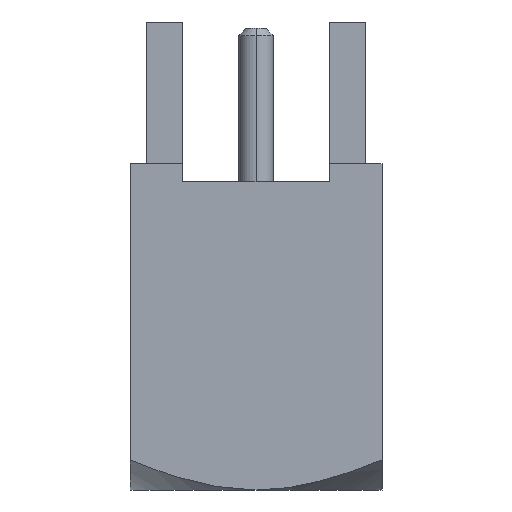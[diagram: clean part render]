
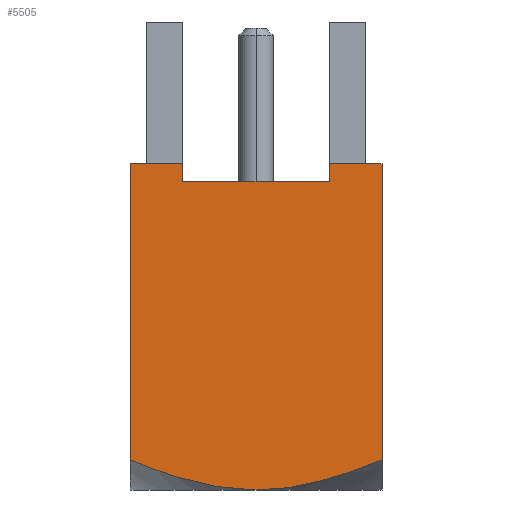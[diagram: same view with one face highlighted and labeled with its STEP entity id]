
A CAD part, left-side view. The second image highlights one B-rep face of the part: STEP entity #5505.
In plain terms, the highlighted planar face has unit normal (-1, 0, 0).
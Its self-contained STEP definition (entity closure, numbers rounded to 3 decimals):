
#1579=CARTESIAN_POINT('',(-9.9,-3.5,-2.663));
#1580=CARTESIAN_POINT('',(-9.9,-3.362,-2.719));
#1581=CARTESIAN_POINT('',(-9.9,-3.096,-2.825));
#1582=CARTESIAN_POINT('',(-9.9,-2.733,-2.959));
#1583=CARTESIAN_POINT('',(-9.9,-2.395,-3.074));
#1584=CARTESIAN_POINT('',(-9.9,-2.075,-3.173));
#1585=CARTESIAN_POINT('',(-9.9,-1.768,-3.259));
#1586=CARTESIAN_POINT('',(-9.9,-1.468,-3.331));
#1587=CARTESIAN_POINT('',(-9.9,-1.173,-3.392));
#1588=CARTESIAN_POINT('',(-9.9,-0.88,-3.439));
#1589=CARTESIAN_POINT('',(-9.9,-0.587,-3.474));
#1590=CARTESIAN_POINT('',(-9.9,-0.294,-3.495));
#1591=CARTESIAN_POINT('',(-9.9,-0.098,-3.5));
#1592=CARTESIAN_POINT('',(-9.9,0.,-3.5));
#1594=CARTESIAN_POINT('',(-9.9,0.,-3.5));
#1595=CARTESIAN_POINT('',(-9.9,0.1,-3.5));
#1596=CARTESIAN_POINT('',(-9.9,0.299,-3.495));
#1597=CARTESIAN_POINT('',(-9.9,0.597,-3.473));
#1598=CARTESIAN_POINT('',(-9.9,0.894,-3.437));
#1599=CARTESIAN_POINT('',(-9.9,1.19,-3.388));
#1600=CARTESIAN_POINT('',(-9.9,1.487,-3.327));
#1601=CARTESIAN_POINT('',(-9.9,1.788,-3.253));
#1602=CARTESIAN_POINT('',(-9.9,2.095,-3.167));
#1603=CARTESIAN_POINT('',(-9.9,2.414,-3.068));
#1604=CARTESIAN_POINT('',(-9.9,2.748,-2.953));
#1605=CARTESIAN_POINT('',(-9.9,3.105,-2.821));
#1606=CARTESIAN_POINT('',(-9.9,3.365,-2.718));
#1607=CARTESIAN_POINT('',(-9.9,3.5,-2.663));
#1609=DIRECTION('',(0.,0.,1.));
#1610=VECTOR('',#1609,0.5);
#1611=CARTESIAN_POINT('',(-9.9,-2.03,5.06));
#1612=LINE('',#1611,#1610);
#1613=DIRECTION('',(0.,0.,-1.));
#1614=VECTOR('',#1613,8.223);
#1615=CARTESIAN_POINT('',(-9.9,-3.5,5.56));
#1616=LINE('',#1615,#1614);
#1656=DIRECTION('',(0.,0.,-1.));
#1657=VECTOR('',#1656,8.223);
#1658=CARTESIAN_POINT('',(-9.9,3.5,5.56));
#1659=LINE('',#1658,#1657);
#1728=DIRECTION('',(0.,-1.,0.));
#1729=VECTOR('',#1728,4.06);
#1730=CARTESIAN_POINT('',(-9.9,2.03,5.06));
#1731=LINE('',#1730,#1729);
#1806=DIRECTION('',(0.,-1.,0.));
#1807=VECTOR('',#1806,1.47);
#1808=CARTESIAN_POINT('',(-9.9,-2.03,5.56));
#1809=LINE('',#1808,#1807);
#1846=DIRECTION('',(0.,0.,1.));
#1847=VECTOR('',#1846,0.5);
#1848=CARTESIAN_POINT('',(-9.9,2.03,5.06));
#1849=LINE('',#1848,#1847);
#1862=DIRECTION('',(0.,-1.,0.));
#1863=VECTOR('',#1862,1.47);
#1864=CARTESIAN_POINT('',(-9.9,3.5,5.56));
#1865=LINE('',#1864,#1863);
#3257=CARTESIAN_POINT('',(-9.9,-3.5,5.56));
#3259=VERTEX_POINT('',#3257);
#3261=CARTESIAN_POINT('',(-9.9,-2.03,5.56));
#3262=VERTEX_POINT('',#3261);
#3263=CARTESIAN_POINT('',(-9.9,3.5,5.56));
#3264=CARTESIAN_POINT('',(-9.9,2.03,5.56));
#3265=VERTEX_POINT('',#3263);
#3266=VERTEX_POINT('',#3264);
#3285=CARTESIAN_POINT('',(-9.9,-2.03,5.06));
#3286=VERTEX_POINT('',#3285);
#3287=CARTESIAN_POINT('',(-9.9,2.03,5.06));
#3289=VERTEX_POINT('',#3287);
#3362=CARTESIAN_POINT('',(-9.9,0.,-3.5));
#3364=VERTEX_POINT('',#3362);
#3369=VERTEX_POINT('',#1579);
#3370=VERTEX_POINT('',#1607);
#5482=CARTESIAN_POINT('',(-9.9,3.5,-3.5));
#5483=DIRECTION('',(-1.,0.,0.));
#5484=DIRECTION('',(0.,-1.,0.));
#5485=AXIS2_PLACEMENT_3D('',#5482,#5483,#5484);
#5486=PLANE('',#5485);
#5487=ORIENTED_EDGE('',*,*,#5476,.T.);
#5489=ORIENTED_EDGE('',*,*,#5488,.T.);
#5491=ORIENTED_EDGE('',*,*,#5490,.F.);
#5493=ORIENTED_EDGE('',*,*,#5492,.T.);
#5495=ORIENTED_EDGE('',*,*,#5494,.F.);
#5497=ORIENTED_EDGE('',*,*,#5496,.T.);
#5499=ORIENTED_EDGE('',*,*,#5498,.T.);
#5501=ORIENTED_EDGE('',*,*,#5500,.T.);
#5502=ORIENTED_EDGE('',*,*,#5454,.T.);
#5503=EDGE_LOOP('',(#5487,#5489,#5491,#5493,#5495,#5497,#5499,#5501,#5502));
#5504=FACE_OUTER_BOUND('',#5503,.F.);
#5505=ADVANCED_FACE('',(#5504),#5486,.T.);
#1593=B_SPLINE_CURVE_WITH_KNOTS('',3,(#1579,#1580,#1581,#1582,#1583,#1584,#1585,
#1586,#1587,#1588,#1589,#1590,#1591,#1592),.UNSPECIFIED.,.F.,.F.,(4,1,1,1,1,1,1,
1,1,1,1,4),(0.,0.091,0.182,0.273,
0.364,0.455,0.545,0.636,
0.727,0.818,0.909,1.),.UNSPECIFIED.);
#1608=B_SPLINE_CURVE_WITH_KNOTS('',3,(#1594,#1595,#1596,#1597,#1598,#1599,#1600,
#1601,#1602,#1603,#1604,#1605,#1606,#1607),.UNSPECIFIED.,.F.,.F.,(4,1,1,1,1,1,1,
1,1,1,1,4),(0.,0.091,0.182,0.273,
0.364,0.455,0.545,0.636,
0.727,0.818,0.909,1.),.UNSPECIFIED.);
#5454=EDGE_CURVE('',#3259,#3369,#1616,.T.);
#5476=EDGE_CURVE('',#3369,#3364,#1593,.T.);
#5488=EDGE_CURVE('',#3364,#3370,#1608,.T.);
#5490=EDGE_CURVE('',#3265,#3370,#1659,.T.);
#5492=EDGE_CURVE('',#3265,#3266,#1865,.T.);
#5494=EDGE_CURVE('',#3289,#3266,#1849,.T.);
#5496=EDGE_CURVE('',#3289,#3286,#1731,.T.);
#5498=EDGE_CURVE('',#3286,#3262,#1612,.T.);
#5500=EDGE_CURVE('',#3262,#3259,#1809,.T.);
